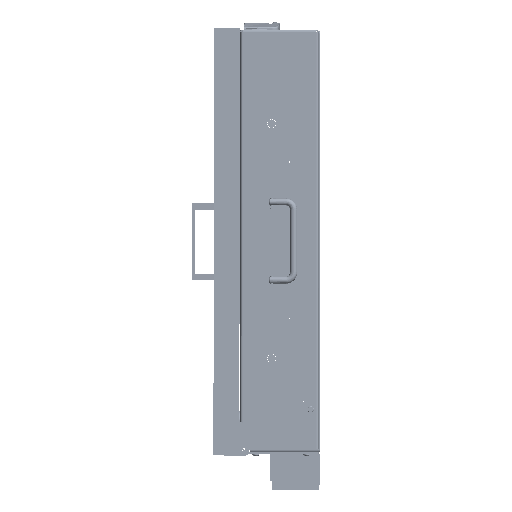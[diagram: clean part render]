
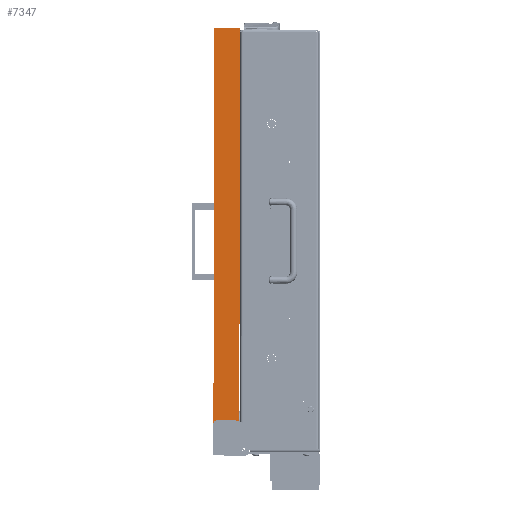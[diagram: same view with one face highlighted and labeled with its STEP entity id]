
A CAD part, left-side view. The second image highlights one B-rep face of the part: STEP entity #7347.
In plain terms, the highlighted planar face has unit normal (-1, 0, 0).
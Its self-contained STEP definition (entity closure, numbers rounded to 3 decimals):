
#1271 = LINE ( 'NONE', #29652, #72289 ) ;
#1717 = CARTESIAN_POINT ( 'NONE',  ( -327.5, 33., -233. ) ) ;
#1951 = DIRECTION ( 'NONE',  ( 0., 0., -1. ) ) ;
#2759 = CARTESIAN_POINT ( 'NONE',  ( -327.5, 7., -228. ) ) ;
#3666 = LINE ( 'NONE', #17156, #47772 ) ;
#5036 = EDGE_CURVE ( 'NONE', #49189, #10878, #44780, .T. ) ;
#5573 = EDGE_CURVE ( 'NONE', #72169, #15320, #3666, .T. ) ;
#7347 = ADVANCED_FACE ( 'NONE', ( #90771 ), #34584, .F. ) ;
#9052 = EDGE_LOOP ( 'NONE', ( #85904, #42809, #36859, #69649, #38128, #41103 ) ) ;
#10878 = VERTEX_POINT ( 'NONE', #26259 ) ;
#12578 = EDGE_CURVE ( 'NONE', #49189, #72169, #15877, .T. ) ;
#13776 = CARTESIAN_POINT ( 'NONE',  ( -327.5, 0., -273. ) ) ;
#15320 = VERTEX_POINT ( 'NONE', #24223 ) ;
#15467 = EDGE_CURVE ( 'NONE', #89340, #83016, #83727, .T. ) ;
#15877 = LINE ( 'NONE', #88280, #90598 ) ;
#17156 = CARTESIAN_POINT ( 'NONE',  ( -327.5, 33., 273. ) ) ;
#18314 = DIRECTION ( 'NONE',  ( 1., 0., 0. ) ) ;
#24223 = CARTESIAN_POINT ( 'NONE',  ( -327.5, 0., 273. ) ) ;
#26259 = CARTESIAN_POINT ( 'NONE',  ( -327.5, 28., -228. ) ) ;
#28767 = DIRECTION ( 'NONE',  ( 0., 1., 0. ) ) ;
#29652 = CARTESIAN_POINT ( 'NONE',  ( -327.5, 33., -228. ) ) ;
#30383 = EDGE_CURVE ( 'NONE', #83016, #10878, #1271, .T. ) ;
#33342 = LINE ( 'NONE', #13776, #35352 ) ;
#34584 = PLANE ( 'NONE',  #87916 ) ;
#35352 = VECTOR ( 'NONE', #63506, 1000. ) ;
#35866 = AXIS2_PLACEMENT_3D ( 'NONE', #50741, #65622, #1951 ) ;
#36859 = ORIENTED_EDGE ( 'NONE', *, *, #45664, .T. ) ;
#38128 = ORIENTED_EDGE ( 'NONE', *, *, #12578, .F. ) ;
#41103 = ORIENTED_EDGE ( 'NONE', *, *, #5036, .T. ) ;
#42809 = ORIENTED_EDGE ( 'NONE', *, *, #15467, .F. ) ;
#44780 = CIRCLE ( 'NONE', #35866, 5. ) ;
#45112 = DIRECTION ( 'NONE',  ( -1., 0., 0. ) ) ;
#45664 = EDGE_CURVE ( 'NONE', #89340, #15320, #33342, .T. ) ;
#47772 = VECTOR ( 'NONE', #87289, 1000. ) ;
#48184 = CARTESIAN_POINT ( 'NONE',  ( -327.5, 0., -229.265 ) ) ;
#49189 = VERTEX_POINT ( 'NONE', #1717 ) ;
#50741 = CARTESIAN_POINT ( 'NONE',  ( -327.5, 28., -233. ) ) ;
#52531 = DIRECTION ( 'NONE',  ( 0., 0., 1. ) ) ;
#53907 = CARTESIAN_POINT ( 'NONE',  ( -327.5, 7., -248. ) ) ;
#54528 = CARTESIAN_POINT ( 'NONE',  ( -327.5, 33., -273. ) ) ;
#55930 = DIRECTION ( 'NONE',  ( 0., 0., -1. ) ) ;
#58368 = AXIS2_PLACEMENT_3D ( 'NONE', #53907, #45112, #73437 ) ;
#63506 = DIRECTION ( 'NONE',  ( 0., 0., 1. ) ) ;
#65622 = DIRECTION ( 'NONE',  ( 1., 0., 0. ) ) ;
#69649 = ORIENTED_EDGE ( 'NONE', *, *, #5573, .F. ) ;
#72169 = VERTEX_POINT ( 'NONE', #86980 ) ;
#72289 = VECTOR ( 'NONE', #28767, 1000. ) ;
#73437 = DIRECTION ( 'NONE',  ( 0., 0., -1. ) ) ;
#83016 = VERTEX_POINT ( 'NONE', #2759 ) ;
#83727 = CIRCLE ( 'NONE', #58368, 20. ) ;
#85904 = ORIENTED_EDGE ( 'NONE', *, *, #30383, .F. ) ;
#86980 = CARTESIAN_POINT ( 'NONE',  ( -327.5, 33., 273. ) ) ;
#87289 = DIRECTION ( 'NONE',  ( 0., -1., 0. ) ) ;
#87916 = AXIS2_PLACEMENT_3D ( 'NONE', #54528, #18314, #55930 ) ;
#88280 = CARTESIAN_POINT ( 'NONE',  ( -327.5, 33., -273. ) ) ;
#89340 = VERTEX_POINT ( 'NONE', #48184 ) ;
#90598 = VECTOR ( 'NONE', #52531, 1000. ) ;
#90771 = FACE_OUTER_BOUND ( 'NONE', #9052, .T. ) ;
